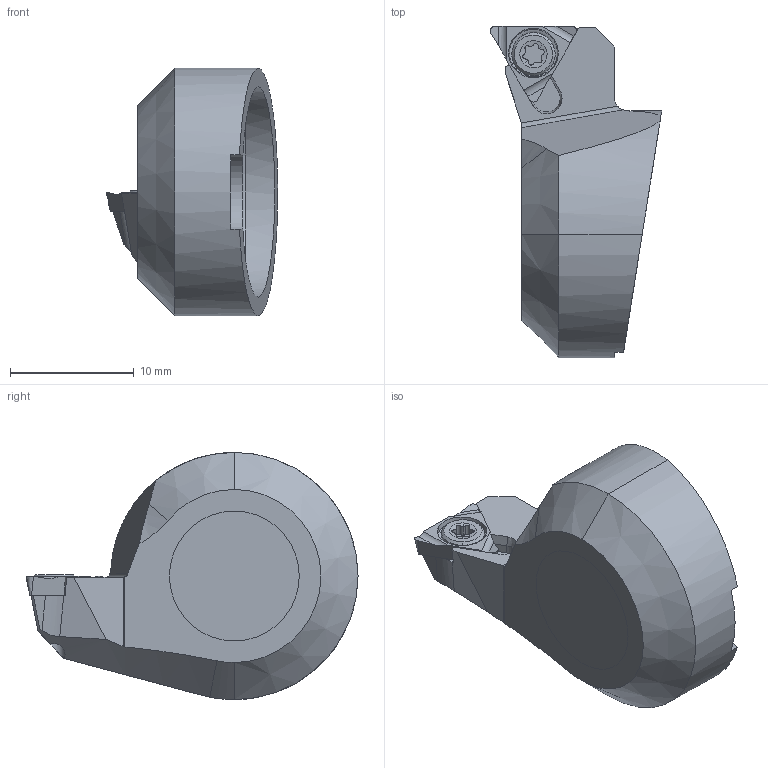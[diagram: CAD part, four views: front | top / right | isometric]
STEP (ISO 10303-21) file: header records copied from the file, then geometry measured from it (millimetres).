
FILE_DESCRIPTION (( 'STEP AP203' ), '1' );
FILE_NAME ('C17.017.048.T07.STEP', '2024-08-30T10:21:05', ( '' ), ( '' ), 'SwSTEP 2.0', 'SolidWorks 2022', '' );
FILE_SCHEMA (( 'CONFIG_CONTROL_DESIGN' ));
Length unit declared in the file: millimetre
Products named in the file (4): TPGM070104; C17.017.048.T07; F32-WTL.001.011_A_fertigbearbeitet; WTL-ER2.001.004_A
Assembly tree (3 placements, depth 2):
  C17.017.048.T07
    F32-WTL.001.011_A_fertigbearbeitet
    TPGM070104
    WTL-ER2.001.004_A
Bounding box: 13.87 x 26.85 x 20 mm (x, y, z)
Volume: 2332.7 mm3; surface area: 1940 mm2
Topology: 4 solids, 4 shells, 116 faces, 294 edges, 186 vertices
Faces by surface type: cylinder 42, plane 40, cone 24, torus 10
Entity records: 4016 total; most frequent: CARTESIAN_POINT 879, ORIENTED_EDGE 588, DIRECTION 566, EDGE_CURVE 294, AXIS2_PLACEMENT_3D 215, VERTEX_POINT 186, LINE 136, VECTOR 136
